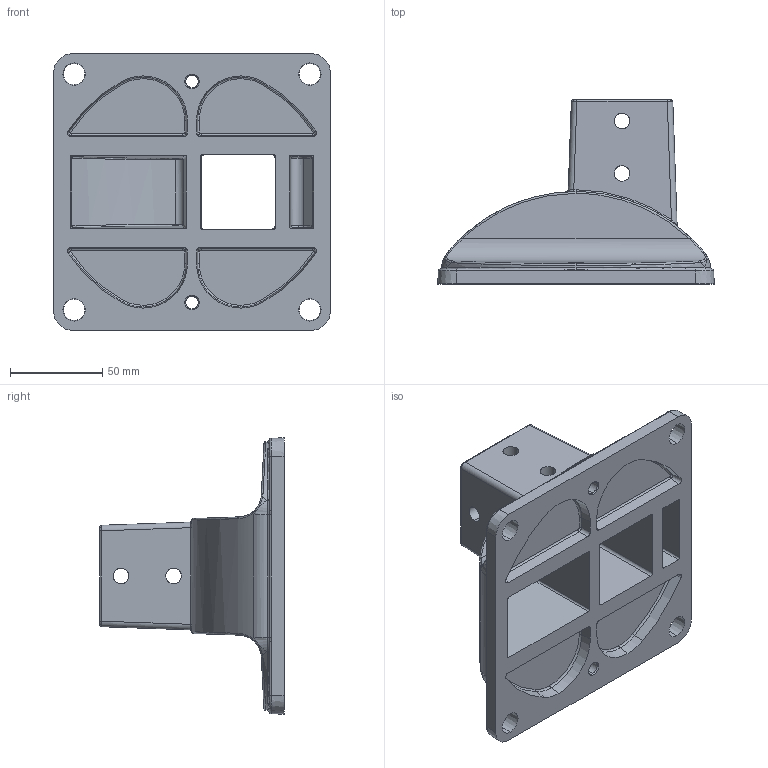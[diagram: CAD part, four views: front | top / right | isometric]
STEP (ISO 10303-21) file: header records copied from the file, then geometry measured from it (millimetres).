
FILE_DESCRIPTION(('FreeCAD Model'),'2;1');
FILE_NAME('Open CASCADE Shape Model','2024-04-03T11:09:02',(''),(''), 'Open CASCADE STEP processor 7.6','FreeCAD','Unknown');
FILE_SCHEMA(('AUTOMOTIVE_DESIGN { 1 0 10303 214 1 1 1 1 }'));
Length unit declared in the file: millimetre
Products named in the file (1): STI8-CS4040
Bounding box: 150 x 100 x 150 mm (x, y, z)
Volume: 378767.6 mm3; surface area: 96844.2 mm2
Topology: 1 solids, 1 shells, 271 faces, 650 edges, 388 vertices
Faces by surface type: bspline 78, cylinder 77, plane 52, cone 36, torus 20, sphere 4, revolution 4
Entity records: 29924 total; most frequent: CARTESIAN_POINT 18396, DIRECTION 1753, ORIENTED_EDGE 1300, PCURVE 1300, DEFINITIONAL_REPRESENTATION 1300, LINE 881, VECTOR 881, EDGE_CURVE 650
